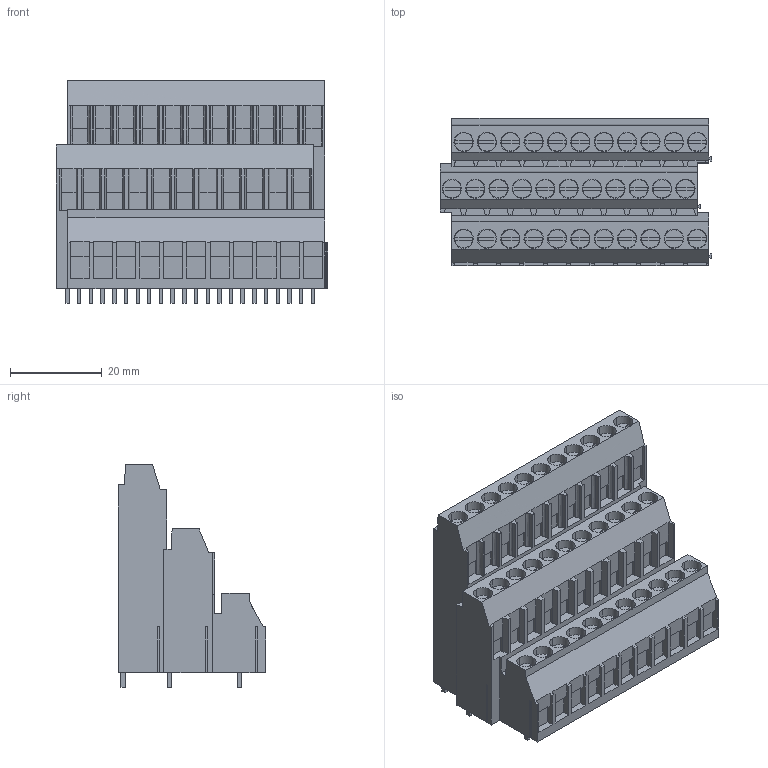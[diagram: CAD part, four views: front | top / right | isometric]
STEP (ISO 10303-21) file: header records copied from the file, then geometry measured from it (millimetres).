
FILE_DESCRIPTION(('CATIA V5 STEP Exchange','CAx-IF Rec.Pracs.--- Model Styling and Organization---1.5--- 2016-08-15','CAx-IF Rec.Pracs.---Supplemental Geometry---1.0---2011-11-01','CAx-IF Rec.Pracs.--- Composite Materials ---1.1---2010-07-15'),'2;1');
FILE_NAME ('263269-1_1', '2024-06-12T13:07:53+00:00', ('none'), ('Weidmueller'), 'CATIA Version 5-6 Release 2022 SP4 HF5', 'CATIA V5 STEP AP214 v3', 'none');
FILE_SCHEMA(('AUTOMOTIVE_DESIGN { 1 0 10303 214 1 1 1 1 }'));
Length unit declared in the file: millimetre
Products named in the file (1): 1979130000
Bounding box: 59.07 x 32 x 48.47 mm (x, y, z)
Volume: 48691.2 mm3; surface area: 16067.3 mm2
Topology: 67 solids, 67 shells, 984 faces, 2540 edges, 1724 vertices
Faces by surface type: plane 812, cylinder 151, extrusion 21
Entity records: 27848 total; most frequent: CARTESIAN_POINT 5984, ORIENTED_EDGE 5080, DIRECTION 3339, EDGE_CURVE 2540, VECTOR 1994, LINE 1973, VERTEX_POINT 1724, EDGE_LOOP 1018
